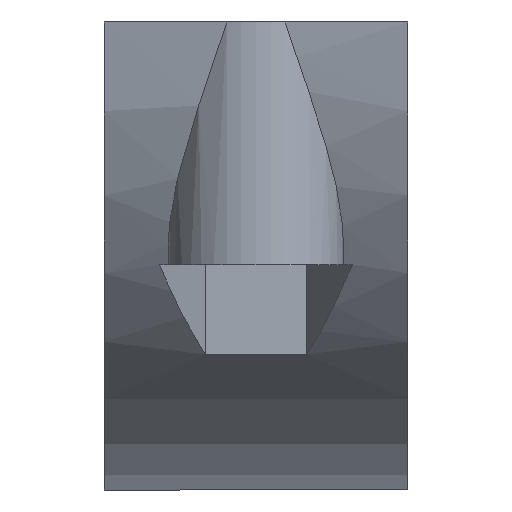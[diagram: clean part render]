
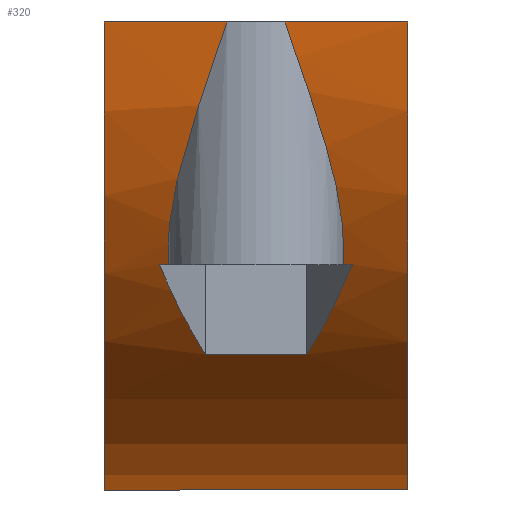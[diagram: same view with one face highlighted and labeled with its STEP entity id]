
A CAD part, front view. The second image highlights one B-rep face of the part: STEP entity #320.
In plain terms, the highlighted cylindrical face has radius 17.5 mm (diameter 35 mm), a partial arc.
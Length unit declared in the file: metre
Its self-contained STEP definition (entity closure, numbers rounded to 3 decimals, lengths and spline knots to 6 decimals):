
#24=ELLIPSE('',#353,0.020207,0.0175);
#25=ELLIPSE('',#354,0.020207,0.0175);
#26=ELLIPSE('',#356,0.020207,0.0175);
#27=ELLIPSE('',#357,0.020207,0.0175);
#28=CIRCLE('',#352,0.0175);
#29=CIRCLE('',#355,0.0175);
#40=LINE('',#490,#66);
#41=LINE('',#494,#67);
#42=LINE('',#502,#68);
#43=LINE('',#506,#69);
#44=LINE('',#510,#70);
#45=LINE('',#518,#71);
#46=LINE('',#522,#72);
#47=LINE('',#530,#73);
#48=LINE('',#534,#74);
#49=LINE('',#538,#75);
#66=VECTOR('',#389,1.);
#67=VECTOR('',#392,1.);
#68=VECTOR('',#393,1.);
#69=VECTOR('',#396,1.);
#70=VECTOR('',#399,1.);
#71=VECTOR('',#400,1.);
#72=VECTOR('',#403,1.);
#73=VECTOR('',#404,1.);
#74=VECTOR('',#407,1.);
#75=VECTOR('',#410,1.);
#92=ORIENTED_EDGE('',*,*,#184,.F.);
#93=ORIENTED_EDGE('',*,*,#185,.F.);
#94=ORIENTED_EDGE('',*,*,#186,.T.);
#95=ORIENTED_EDGE('',*,*,#187,.T.);
#96=ORIENTED_EDGE('',*,*,#188,.F.);
#97=ORIENTED_EDGE('',*,*,#189,.F.);
#98=ORIENTED_EDGE('',*,*,#190,.F.);
#99=ORIENTED_EDGE('',*,*,#191,.F.);
#100=ORIENTED_EDGE('',*,*,#192,.F.);
#101=ORIENTED_EDGE('',*,*,#193,.F.);
#102=ORIENTED_EDGE('',*,*,#194,.F.);
#103=ORIENTED_EDGE('',*,*,#195,.T.);
#104=ORIENTED_EDGE('',*,*,#196,.F.);
#105=ORIENTED_EDGE('',*,*,#197,.F.);
#106=ORIENTED_EDGE('',*,*,#198,.F.);
#107=ORIENTED_EDGE('',*,*,#199,.F.);
#108=ORIENTED_EDGE('',*,*,#200,.F.);
#109=ORIENTED_EDGE('',*,*,#201,.F.);
#110=ORIENTED_EDGE('',*,*,#202,.F.);
#111=ORIENTED_EDGE('',*,*,#203,.F.);
#184=EDGE_CURVE('',#230,#231,#262,.T.);
#185=EDGE_CURVE('',#232,#230,#40,.T.);
#186=EDGE_CURVE('',#232,#233,#28,.T.);
#187=EDGE_CURVE('',#233,#234,#41,.T.);
#188=EDGE_CURVE('',#235,#234,#263,.T.);
#189=EDGE_CURVE('',#236,#235,#42,.T.);
#190=EDGE_CURVE('',#237,#236,#24,.F.);
#191=EDGE_CURVE('',#238,#237,#43,.F.);
#192=EDGE_CURVE('',#239,#238,#25,.F.);
#193=EDGE_CURVE('',#240,#239,#44,.T.);
#194=EDGE_CURVE('',#241,#240,#264,.T.);
#195=EDGE_CURVE('',#241,#242,#45,.T.);
#196=EDGE_CURVE('',#243,#242,#29,.T.);
#197=EDGE_CURVE('',#244,#243,#46,.T.);
#198=EDGE_CURVE('',#245,#244,#265,.T.);
#199=EDGE_CURVE('',#246,#245,#47,.F.);
#200=EDGE_CURVE('',#247,#246,#26,.F.);
#201=EDGE_CURVE('',#248,#247,#48,.T.);
#202=EDGE_CURVE('',#249,#248,#27,.F.);
#203=EDGE_CURVE('',#231,#249,#49,.F.);
#230=VERTEX_POINT('',#488);
#231=VERTEX_POINT('',#489);
#232=VERTEX_POINT('',#491);
#233=VERTEX_POINT('',#493);
#234=VERTEX_POINT('',#495);
#235=VERTEX_POINT('',#501);
#236=VERTEX_POINT('',#503);
#237=VERTEX_POINT('',#505);
#238=VERTEX_POINT('',#507);
#239=VERTEX_POINT('',#509);
#240=VERTEX_POINT('',#511);
#241=VERTEX_POINT('',#517);
#242=VERTEX_POINT('',#519);
#243=VERTEX_POINT('',#521);
#244=VERTEX_POINT('',#523);
#245=VERTEX_POINT('',#529);
#246=VERTEX_POINT('',#531);
#247=VERTEX_POINT('',#533);
#248=VERTEX_POINT('',#535);
#249=VERTEX_POINT('',#537);
#262=B_SPLINE_CURVE_WITH_KNOTS('',3,(#483,#484,#485,#486,#487),
 .UNSPECIFIED.,.F.,.F.,(4,1,4),(0.,0.004421,
0.008843),.UNSPECIFIED.);
#263=B_SPLINE_CURVE_WITH_KNOTS('',3,(#496,#497,#498,#499,#500),
 .UNSPECIFIED.,.F.,.F.,(4,1,4),(0.,0.004448,
0.008896),.UNSPECIFIED.);
#264=B_SPLINE_CURVE_WITH_KNOTS('',3,(#512,#513,#514,#515,#516),
 .UNSPECIFIED.,.F.,.F.,(4,1,4),(0.,0.004421,
0.008843),.UNSPECIFIED.);
#265=B_SPLINE_CURVE_WITH_KNOTS('',3,(#524,#525,#526,#527,#528),
 .UNSPECIFIED.,.F.,.F.,(4,1,4),(0.,0.004448,0.008896),
 .UNSPECIFIED.);
#266=EDGE_LOOP('',(#92,#93,#94,#95,#96,#97,#98,#99,#100,#101,#102,#103,
#104,#105,#106,#107,#108,#109,#110,#111));
#290=FACE_BOUND('',#266,.T.);
#314=CYLINDRICAL_SURFACE('',#351,0.0175);
#320=ADVANCED_FACE('',(#290),#314,.T.);
#351=AXIS2_PLACEMENT_3D('',#482,#387,#388);
#352=AXIS2_PLACEMENT_3D('',#492,#390,#391);
#353=AXIS2_PLACEMENT_3D('',#504,#394,#395);
#354=AXIS2_PLACEMENT_3D('',#508,#397,#398);
#355=AXIS2_PLACEMENT_3D('',#520,#401,#402);
#356=AXIS2_PLACEMENT_3D('',#532,#405,#406);
#357=AXIS2_PLACEMENT_3D('',#536,#408,#409);
#387=DIRECTION('',(1.,0.,0.));
#388=DIRECTION('',(0.,0.,-1.));
#389=DIRECTION('',(1.,0.,0.));
#390=DIRECTION('',(1.,0.,0.));
#391=DIRECTION('',(0.,0.,-1.));
#392=DIRECTION('',(1.,0.,0.));
#393=DIRECTION('',(1.,0.,0.));
#394=DIRECTION('',(-0.866,-0.5,0.));
#395=DIRECTION('',(0.5,-0.866,0.));
#396=DIRECTION('',(1.,0.,0.));
#397=DIRECTION('',(0.866,-0.5,0.));
#398=DIRECTION('',(0.5,0.866,0.));
#399=DIRECTION('',(1.,0.,0.));
#400=DIRECTION('',(1.,0.,0.));
#401=DIRECTION('',(1.,0.,0.));
#402=DIRECTION('',(0.,0.,-1.));
#403=DIRECTION('',(1.,0.,0.));
#404=DIRECTION('',(1.,0.,0.));
#405=DIRECTION('',(0.866,0.5,0.));
#406=DIRECTION('',(0.5,-0.866,0.));
#407=DIRECTION('',(1.,0.,0.));
#408=DIRECTION('',(-0.866,0.5,0.));
#409=DIRECTION('',(0.5,0.866,0.));
#410=DIRECTION('',(1.,0.,0.));
#482=CARTESIAN_POINT('',(0.002,-0.013,0.));
#483=CARTESIAN_POINT('',(0.006037,-0.030385,-0.002));
#484=CARTESIAN_POINT('',(0.005576,-0.030223,-0.00341));
#485=CARTESIAN_POINT('',(0.004577,-0.029584,-0.006111));
#486=CARTESIAN_POINT('',(0.004029,-0.02822,-0.008767));
#487=CARTESIAN_POINT('',(0.004114,-0.027361,-0.01));
#488=CARTESIAN_POINT('',(0.006037,-0.030385,-0.002));
#489=CARTESIAN_POINT('',(0.004114,-0.027361,-0.01));
#490=CARTESIAN_POINT('',(0.002,-0.030385,-0.002));
#491=CARTESIAN_POINT('',(0.002,-0.030385,-0.002));
#492=CARTESIAN_POINT('',(0.002,-0.013,0.));
#493=CARTESIAN_POINT('',(0.002,0.004385,-0.002));
#494=CARTESIAN_POINT('',(0.002,0.004385,-0.002));
#495=CARTESIAN_POINT('',(0.006037,0.004385,-0.002));
#496=CARTESIAN_POINT('',(0.004114,0.001361,-0.01));
#497=CARTESIAN_POINT('',(0.004029,0.002218,-0.008769));
#498=CARTESIAN_POINT('',(0.004572,0.003579,-0.006125));
#499=CARTESIAN_POINT('',(0.005577,0.004223,-0.003408));
#500=CARTESIAN_POINT('',(0.006037,0.004385,-0.002));
#501=CARTESIAN_POINT('',(0.004114,0.001361,-0.01));
#502=CARTESIAN_POINT('',(0.002,0.001361,-0.01));
#503=CARTESIAN_POINT('',(0.003818,0.001361,-0.01));
#504=CARTESIAN_POINT('',(0.01211,-0.013,0.));
#505=CARTESIAN_POINT('',(0.005326,-0.00125,-0.012969));
#506=CARTESIAN_POINT('',(0.002,-0.00125,-0.012969));
#507=CARTESIAN_POINT('',(0.008674,-0.00125,-0.012969));
#508=CARTESIAN_POINT('',(0.00189,-0.013,0.));
#509=CARTESIAN_POINT('',(0.010182,0.001361,-0.01));
#510=CARTESIAN_POINT('',(0.002,0.001361,-0.01));
#511=CARTESIAN_POINT('',(0.009886,0.001361,-0.01));
#512=CARTESIAN_POINT('',(0.007963,0.004385,-0.002));
#513=CARTESIAN_POINT('',(0.008424,0.004223,-0.00341));
#514=CARTESIAN_POINT('',(0.009423,0.003584,-0.006111));
#515=CARTESIAN_POINT('',(0.009971,0.00222,-0.008767));
#516=CARTESIAN_POINT('',(0.009886,0.001361,-0.01));
#517=CARTESIAN_POINT('',(0.007963,0.004385,-0.002));
#518=CARTESIAN_POINT('',(0.002,0.004385,-0.002));
#519=CARTESIAN_POINT('',(0.012,0.004385,-0.002));
#520=CARTESIAN_POINT('',(0.012,-0.013,0.));
#521=CARTESIAN_POINT('',(0.012,-0.030385,-0.002));
#522=CARTESIAN_POINT('',(0.002,-0.030385,-0.002));
#523=CARTESIAN_POINT('',(0.007963,-0.030385,-0.002));
#524=CARTESIAN_POINT('',(0.009886,-0.027361,-0.01));
#525=CARTESIAN_POINT('',(0.009971,-0.028218,-0.008769));
#526=CARTESIAN_POINT('',(0.009428,-0.029579,-0.006125));
#527=CARTESIAN_POINT('',(0.008423,-0.030223,-0.003408));
#528=CARTESIAN_POINT('',(0.007963,-0.030385,-0.002));
#529=CARTESIAN_POINT('',(0.009886,-0.027361,-0.01));
#530=CARTESIAN_POINT('',(0.002,-0.027361,-0.01));
#531=CARTESIAN_POINT('',(0.010182,-0.027361,-0.01));
#532=CARTESIAN_POINT('',(0.00189,-0.013,0.));
#533=CARTESIAN_POINT('',(0.008674,-0.02475,-0.012969));
#534=CARTESIAN_POINT('',(0.002,-0.02475,-0.012969));
#535=CARTESIAN_POINT('',(0.005326,-0.02475,-0.012969));
#536=CARTESIAN_POINT('',(0.01211,-0.013,0.));
#537=CARTESIAN_POINT('',(0.003818,-0.027361,-0.01));
#538=CARTESIAN_POINT('',(0.002,-0.027361,-0.01));
